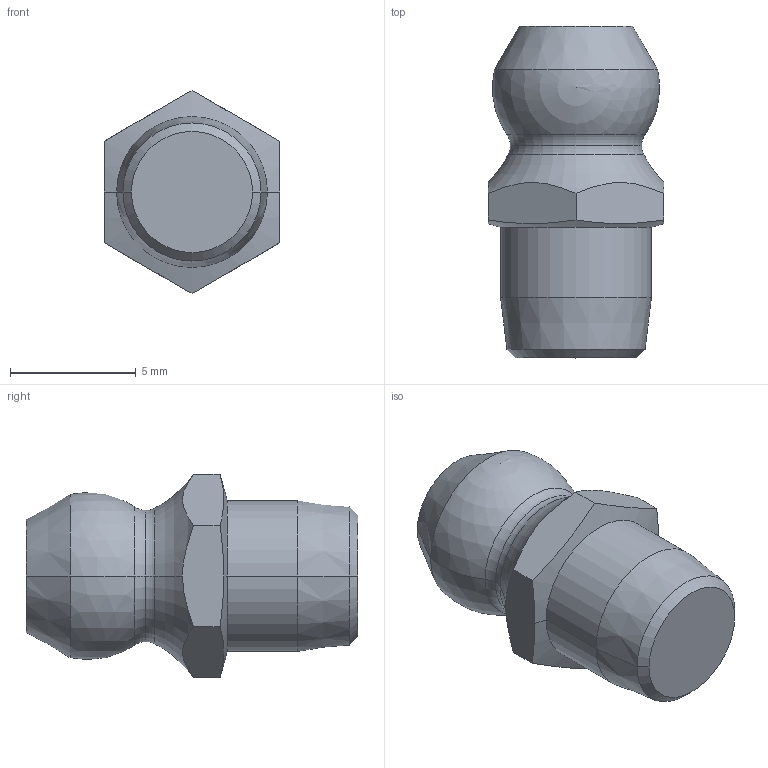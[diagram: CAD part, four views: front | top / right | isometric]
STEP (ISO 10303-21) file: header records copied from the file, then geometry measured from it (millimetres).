
FILE_DESCRIPTION (( 'STEP AP203' ), '1' );
FILE_NAME ('Grease Nipple M6.STEP', '2015-11-30T11:36:49', ( 'WORKSTATION' ), ( '' ), 'SwSTEP 2.0', 'SolidWorks 2014', '' );
FILE_SCHEMA (( 'CONFIG_CONTROL_DESIGN' ));
Length unit declared in the file: millimetre
Products named in the file (1): Grease Nipple M6
Bounding box: 7 x 13.2 x 8.08 mm (x, y, z)
Volume: 387.1 mm3; surface area: 317.5 mm2
Topology: 1 solids, 1 shells, 30 faces, 75 edges, 44 vertices
Faces by surface type: torus 8, cone 8, plane 8, sphere 4, cylinder 2
Entity records: 965 total; most frequent: CARTESIAN_POINT 232, DIRECTION 146, ORIENTED_EDGE 132, EDGE_CURVE 66, AXIS2_PLACEMENT_3D 65, VERTEX_POINT 39, CIRCLE 34, EDGE_LOOP 31
